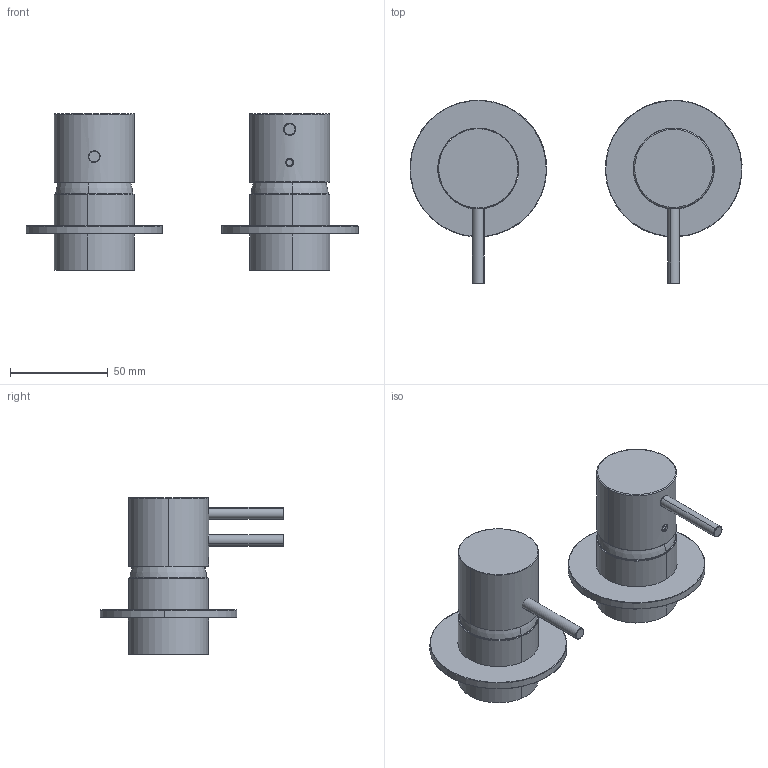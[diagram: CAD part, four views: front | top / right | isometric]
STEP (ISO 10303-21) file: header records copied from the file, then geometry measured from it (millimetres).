
FILE_DESCRIPTION (( 'STEP AP214' ), '1' );
FILE_NAME ('C35.0056 3D.STEP', '2023-01-19T16:45:54', ( '' ), ( '' ), 'SwSTEP 2.0', 'SolidWorks 2022', '' );
FILE_SCHEMA (( 'AUTOMOTIVE_DESIGN' ));
Length unit declared in the file: millimetre
Products named in the file (7): 0039.009.00.STEP; 0044.000.23; C35.0056 3D; 0001-ESPELHO__70_CORPO_CARTUCHO__35_000000000000.STEP; 0039.007.00.STEP; C35.0056.STEP; 0039.010.00.STEP
Assembly tree (9 placements, depth 3):
  C35.0056 3D
    C35.0056.STEP
      0039.007.00.STEP  x2
      0039.009.00.STEP
      0039.010.00.STEP
      0001-ESPELHO__70_CORPO_CARTUCHO__35_000000000000.STEP  x2
    0044.000.23  x2
Bounding box: 169.88 x 93.94 x 80.2 mm (x, y, z)
Volume: 59185.3 mm3; surface area: 67891.2 mm2
Topology: 8 solids, 8 shells, 356 faces, 916 edges, 584 vertices
Faces by surface type: plane 149, cylinder 133, cone 40, torus 34
Entity records: 10319 total; most frequent: CARTESIAN_POINT 2488, DIRECTION 1636, ORIENTED_EDGE 1584, EDGE_CURVE 792, AXIS2_PLACEMENT_3D 587, VERTEX_POINT 514, VECTOR 462, LINE 462
